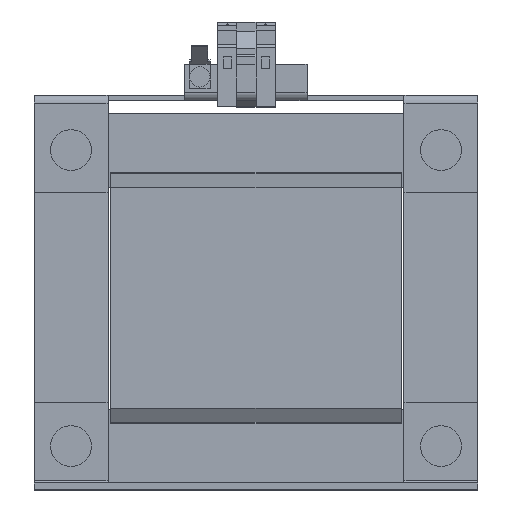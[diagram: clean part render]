
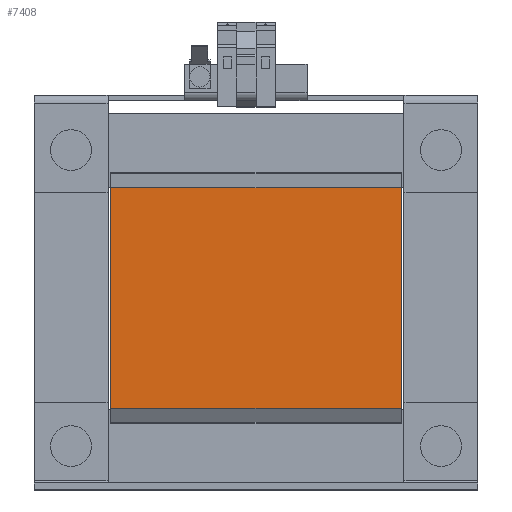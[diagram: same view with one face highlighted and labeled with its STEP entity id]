
A CAD part, top view. The second image highlights one B-rep face of the part: STEP entity #7408.
In plain terms, the highlighted planar face has unit normal (0, 0, 1).
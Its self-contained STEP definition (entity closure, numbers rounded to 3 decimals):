
#690 = DIRECTION ( 'NONE',  ( 0., 0., -1. ) ) ;
#1441 = ORIENTED_EDGE ( 'NONE', *, *, #8103, .T. ) ;
#1447 = PLANE ( 'NONE',  #7081 ) ;
#1600 = CARTESIAN_POINT ( 'NONE',  ( 57., 43.2, 59. ) ) ;
#1998 = VECTOR ( 'NONE', #2534, 1000. ) ;
#2139 = LINE ( 'NONE', #7627, #6467 ) ;
#2300 = CARTESIAN_POINT ( 'NONE',  ( 57., -42.3, 59. ) ) ;
#2404 = CARTESIAN_POINT ( 'NONE',  ( 57., -43.2, 59. ) ) ;
#2534 = DIRECTION ( 'NONE',  ( -1., 0., 0. ) ) ;
#2552 = FACE_OUTER_BOUND ( 'NONE', #7431, .T. ) ;
#2665 = ORIENTED_EDGE ( 'NONE', *, *, #2703, .T. ) ;
#2703 = EDGE_CURVE ( 'NONE', #7540, #8367, #10775, .T. ) ;
#3256 = CARTESIAN_POINT ( 'NONE',  ( -57., -43.2, 59. ) ) ;
#3706 = LINE ( 'NONE', #4868, #5451 ) ;
#3745 = VERTEX_POINT ( 'NONE', #2404 ) ;
#4311 = EDGE_CURVE ( 'NONE', #7540, #3745, #3706, .T. ) ;
#4868 = CARTESIAN_POINT ( 'NONE',  ( 57., 43.2, 59. ) ) ;
#5339 = CARTESIAN_POINT ( 'NONE',  ( -57., 43.2, 59. ) ) ;
#5451 = VECTOR ( 'NONE', #5634, 1000. ) ;
#5521 = CARTESIAN_POINT ( 'NONE',  ( 57., -43.2, 59. ) ) ;
#5634 = DIRECTION ( 'NONE',  ( 0., -1., 0. ) ) ;
#5971 = VECTOR ( 'NONE', #9802, 1000. ) ;
#6467 = VECTOR ( 'NONE', #11189, 1000. ) ;
#6587 = EDGE_CURVE ( 'NONE', #3745, #9067, #7591, .T. ) ;
#7042 = ORIENTED_EDGE ( 'NONE', *, *, #6587, .F. ) ;
#7081 = AXIS2_PLACEMENT_3D ( 'NONE', #2300, #690, #7600 ) ;
#7408 = ADVANCED_FACE ( 'NONE', ( #2552 ), #1447, .F. ) ;
#7431 = EDGE_LOOP ( 'NONE', ( #1441, #7042, #10406, #2665 ) ) ;
#7540 = VERTEX_POINT ( 'NONE', #7646 ) ;
#7591 = LINE ( 'NONE', #5521, #5971 ) ;
#7600 = DIRECTION ( 'NONE',  ( -1., 0., 0. ) ) ;
#7627 = CARTESIAN_POINT ( 'NONE',  ( -57., -42.3, 59. ) ) ;
#7646 = CARTESIAN_POINT ( 'NONE',  ( 57., 43.2, 59. ) ) ;
#8103 = EDGE_CURVE ( 'NONE', #8367, #9067, #2139, .T. ) ;
#8367 = VERTEX_POINT ( 'NONE', #5339 ) ;
#9067 = VERTEX_POINT ( 'NONE', #3256 ) ;
#9802 = DIRECTION ( 'NONE',  ( -1., 0., 0. ) ) ;
#10406 = ORIENTED_EDGE ( 'NONE', *, *, #4311, .F. ) ;
#10775 = LINE ( 'NONE', #1600, #1998 ) ;
#11189 = DIRECTION ( 'NONE',  ( 0., -1., 0. ) ) ;
